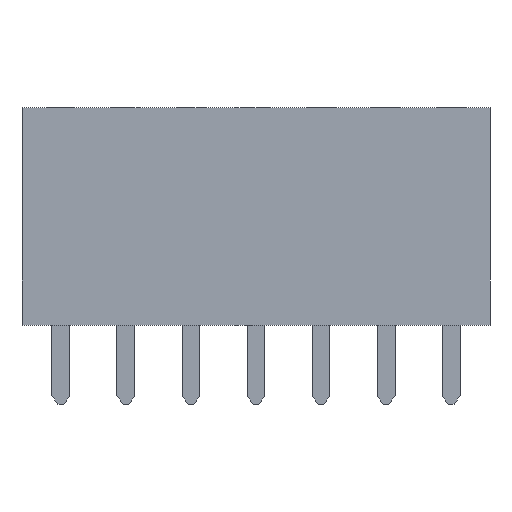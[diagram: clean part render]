
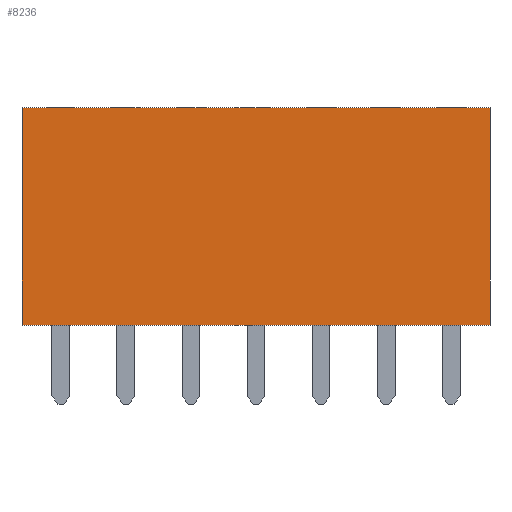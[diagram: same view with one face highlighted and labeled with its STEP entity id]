
A CAD part, front view. The second image highlights one B-rep face of the part: STEP entity #8236.
In plain terms, the highlighted planar face has unit normal (0, -1, 0).
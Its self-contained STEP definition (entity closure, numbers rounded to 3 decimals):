
#6100 = VERTEX_POINT('',#6101);
#6101 = CARTESIAN_POINT('',(-9.14,-1.25,4.25));
#6107 = EDGE_CURVE('',#6108,#6100,#6110,.T.);
#6108 = VERTEX_POINT('',#6109);
#6109 = CARTESIAN_POINT('',(9.14,-1.25,4.25));
#6110 = LINE('',#6111,#6112);
#6111 = CARTESIAN_POINT('',(9.14,-1.25,4.25));
#6112 = VECTOR('',#6113,1.);
#6113 = DIRECTION('',(-1.,0.,0.));
#7986 = VERTEX_POINT('',#7987);
#7987 = CARTESIAN_POINT('',(-9.14,-1.25,-4.25));
#7993 = EDGE_CURVE('',#6100,#7986,#7994,.T.);
#7994 = LINE('',#7995,#7996);
#7995 = CARTESIAN_POINT('',(-9.14,-1.25,4.25));
#7996 = VECTOR('',#7997,1.);
#7997 = DIRECTION('',(0.,0.,-1.));
#8236 = ADVANCED_FACE('',(#8237),#8255,.T.);
#8237 = FACE_BOUND('',#8238,.T.);
#8238 = EDGE_LOOP('',(#8239,#8240,#8241,#8249));
#8239 = ORIENTED_EDGE('',*,*,#6107,.T.);
#8240 = ORIENTED_EDGE('',*,*,#7993,.T.);
#8241 = ORIENTED_EDGE('',*,*,#8242,.T.);
#8242 = EDGE_CURVE('',#7986,#8243,#8245,.T.);
#8243 = VERTEX_POINT('',#8244);
#8244 = CARTESIAN_POINT('',(9.14,-1.25,-4.25));
#8245 = LINE('',#8246,#8247);
#8246 = CARTESIAN_POINT('',(-9.14,-1.25,-4.25));
#8247 = VECTOR('',#8248,1.);
#8248 = DIRECTION('',(1.,0.,0.));
#8249 = ORIENTED_EDGE('',*,*,#8250,.T.);
#8250 = EDGE_CURVE('',#8243,#6108,#8251,.T.);
#8251 = LINE('',#8252,#8253);
#8252 = CARTESIAN_POINT('',(9.14,-1.25,-4.25));
#8253 = VECTOR('',#8254,1.);
#8254 = DIRECTION('',(0.,0.,1.));
#8255 = PLANE('',#8256);
#8256 = AXIS2_PLACEMENT_3D('',#8257,#8258,#8259);
#8257 = CARTESIAN_POINT('',(0.,-1.25,0.));
#8258 = DIRECTION('',(0.,-1.,0.));
#8259 = DIRECTION('',(0.,0.,-1.));
